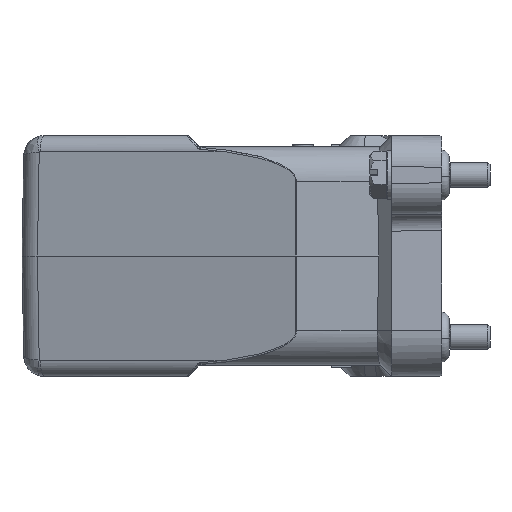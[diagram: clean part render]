
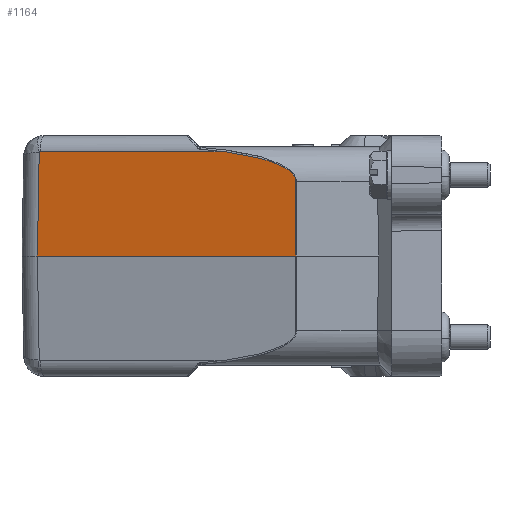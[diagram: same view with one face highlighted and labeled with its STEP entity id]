
A CAD part, left-side view. The second image highlights one B-rep face of the part: STEP entity #1164.
In plain terms, the highlighted planar face has unit normal (-0.966, 0.259, 0.018).
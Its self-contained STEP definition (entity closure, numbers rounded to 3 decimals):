
#312=B_SPLINE_CURVE_WITH_KNOTS('',3,(#12836,#12837,#12838,#12839,#12840,
#12841,#12842,#12843,#12844,#12845,#12846,#12847,#12848,#12849,#12850,#12851,
#12852,#12853,#12854,#12855),.UNSPECIFIED.,.F.,.F.,(4,2,2,2,2,2,2,2,2,4),
(0.,0.25,0.5,0.625,0.75,0.813,0.875,0.938,0.969,1.),
 .UNSPECIFIED.);
#359=B_SPLINE_CURVE_WITH_KNOTS('',3,(#14037,#14038,#14039,#14040),
 .UNSPECIFIED.,.F.,.F.,(4,4),(0.,1.),.UNSPECIFIED.);
#775=PLANE('',#8948);
#1164=ADVANCED_FACE('NONE',(#1796),#775,.T.);
#1796=FACE_OUTER_BOUND('',#2293,.T.);
#2293=EDGE_LOOP('',(#3888,#3889,#3890,#3891,#3892,#3893));
#3888=ORIENTED_EDGE('',*,*,#6726,.F.);
#3889=ORIENTED_EDGE('',*,*,#6727,.T.);
#3890=ORIENTED_EDGE('',*,*,#6728,.T.);
#3891=ORIENTED_EDGE('',*,*,#6513,.F.);
#3892=ORIENTED_EDGE('',*,*,#6512,.F.);
#3893=ORIENTED_EDGE('',*,*,#6724,.T.);
#5590=VERTEX_POINT('',#12797);
#5592=VERTEX_POINT('',#12835);
#5593=VERTEX_POINT('',#12945);
#5701=VERTEX_POINT('',#14022);
#5702=VERTEX_POINT('',#14041);
#5703=VERTEX_POINT('',#14043);
#6512=EDGE_CURVE('NONE',#5590,#5592,#312,.T.);
#6513=EDGE_CURVE('NONE',#5592,#5593,#7543,.T.);
#6724=EDGE_CURVE('NONE',#5590,#5701,#7699,.T.);
#6726=EDGE_CURVE('NONE',#5702,#5701,#359,.T.);
#6727=EDGE_CURVE('NONE',#5702,#5703,#7700,.T.);
#6728=EDGE_CURVE('NONE',#5703,#5593,#7701,.T.);
#7543=LINE('',#12944,#8209);
#7699=LINE('',#14023,#8365);
#7700=LINE('',#14042,#8366);
#7701=LINE('',#14044,#8367);
#8209=VECTOR('',#9970,1.);
#8365=VECTOR('',#10318,1.);
#8366=VECTOR('',#10321,1.);
#8367=VECTOR('',#10322,1.);
#8948=AXIS2_PLACEMENT_3D('',#14045,#10323,#10324);
#9970=DIRECTION('',(-0.017,0.002,-1.));
#10318=DIRECTION('',(0.259,0.966,0.));
#10321=DIRECTION('',(-0.013,0.017,-1.));
#10322=DIRECTION('',(-0.259,-0.966,0.));
#10323=DIRECTION('',(-0.966,0.259,0.017));
#10324=DIRECTION('',(-0.259,-0.966,0.));
#12797=CARTESIAN_POINT('',(-46.529,51.861,25.07));
#12835=CARTESIAN_POINT('',(-51.17,35.022,17.948));
#12836=CARTESIAN_POINT('',(-46.529,51.861,25.07));
#12837=CARTESIAN_POINT('',(-46.957,50.278,24.872));
#12838=CARTESIAN_POINT('',(-47.384,48.7,24.629));
#12839=CARTESIAN_POINT('',(-48.235,45.566,24.024));
#12840=CARTESIAN_POINT('',(-48.658,44.01,23.663));
#12841=CARTESIAN_POINT('',(-49.285,41.716,22.977));
#12842=CARTESIAN_POINT('',(-49.493,40.958,22.724));
#12843=CARTESIAN_POINT('',(-49.902,39.469,22.146));
#12844=CARTESIAN_POINT('',(-50.104,38.737,21.823));
#12845=CARTESIAN_POINT('',(-50.397,37.684,21.249));
#12846=CARTESIAN_POINT('',(-50.492,37.341,21.042));
#12847=CARTESIAN_POINT('',(-50.677,36.683,20.587));
#12848=CARTESIAN_POINT('',(-50.766,36.367,20.338));
#12849=CARTESIAN_POINT('',(-50.93,35.792,19.778));
#12850=CARTESIAN_POINT('',(-51.006,35.531,19.465));
#12851=CARTESIAN_POINT('',(-51.094,35.24,18.933));
#12852=CARTESIAN_POINT('',(-51.118,35.16,18.745));
#12853=CARTESIAN_POINT('',(-51.155,35.051,18.355));
#12854=CARTESIAN_POINT('',(-51.166,35.022,18.152));
#12855=CARTESIAN_POINT('',(-51.17,35.022,17.948));
#12944=CARTESIAN_POINT('',(-51.165,35.022,18.241));
#12945=CARTESIAN_POINT('',(-51.483,35.064,0.));
#14022=CARTESIAN_POINT('',(-34.537,96.615,25.07));
#14023=CARTESIAN_POINT('',(-33.393,100.887,25.07));
#14037=CARTESIAN_POINT('',(-34.473,96.857,25.04));
#14038=CARTESIAN_POINT('',(-34.494,96.778,25.06));
#14039=CARTESIAN_POINT('',(-34.515,96.697,25.07));
#14040=CARTESIAN_POINT('',(-34.537,96.615,25.07));
#14041=CARTESIAN_POINT('',(-34.473,96.857,25.04));
#14042=CARTESIAN_POINT('',(-34.473,96.857,25.04));
#14043=CARTESIAN_POINT('',(-34.808,97.295,0.));
#14044=CARTESIAN_POINT('',(-33.815,101.,0.));
#14045=CARTESIAN_POINT('',(-33.815,101.,0.));
